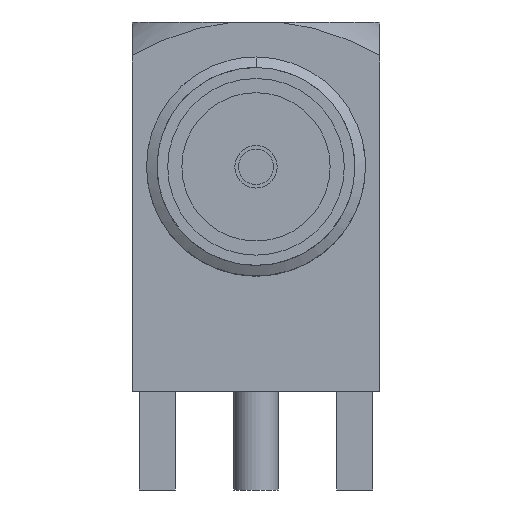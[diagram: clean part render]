
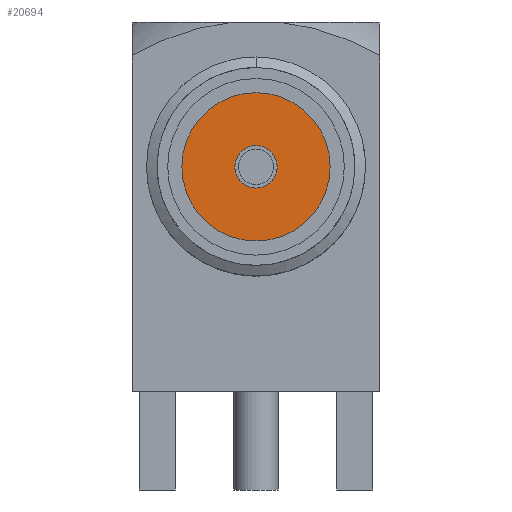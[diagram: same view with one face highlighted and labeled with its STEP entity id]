
A CAD part, front view. The second image highlights one B-rep face of the part: STEP entity #20694.
In plain terms, the highlighted planar face has unit normal (0, -1, 0).
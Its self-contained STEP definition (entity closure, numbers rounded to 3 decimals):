
#20583 = VERTEX_POINT('',#20584);
#20584 = CARTESIAN_POINT('',(2.1,-14.2,6.35));
#20591 = CYLINDRICAL_SURFACE('',#20592,2.1);
#20592 = AXIS2_PLACEMENT_3D('',#20593,#20594,#20595);
#20593 = CARTESIAN_POINT('',(0.,-14.,6.35));
#20594 = DIRECTION('',(0.,1.,0.));
#20595 = DIRECTION('',(1.,0.,0.));
#20608 = EDGE_CURVE('',#20583,#20583,#20609,.T.);
#20609 = SURFACE_CURVE('',#20610,(#20615,#20621),.PCURVE_S1.);
#20610 = CIRCLE('',#20611,2.1);
#20611 = AXIS2_PLACEMENT_3D('',#20612,#20613,#20614);
#20612 = CARTESIAN_POINT('',(0.,-14.2,6.35));
#20613 = DIRECTION('',(0.,-1.,0.));
#20614 = DIRECTION('',(1.,0.,0.));
#20615 = PCURVE('',#20591,#20616);
#20616 = DEFINITIONAL_REPRESENTATION('',(#20617),#20620);
#20617 = B_SPLINE_CURVE_WITH_KNOTS('',1,(#20618,#20619),.UNSPECIFIED.,
  .F.,.F.,(2,2),(0.,6.283),.PIECEWISE_BEZIER_KNOTS.);
#20618 = CARTESIAN_POINT('',(0.,-0.2));
#20619 = CARTESIAN_POINT('',(-6.283,-0.2));
#20620 = ( GEOMETRIC_REPRESENTATION_CONTEXT(2) 
PARAMETRIC_REPRESENTATION_CONTEXT() REPRESENTATION_CONTEXT('2D SPACE',''
  ) );
#20621 = PCURVE('',#20622,#20627);
#20622 = PLANE('',#20623);
#20623 = AXIS2_PLACEMENT_3D('',#20624,#20625,#20626);
#20624 = CARTESIAN_POINT('',(0.,-14.2,6.35));
#20625 = DIRECTION('',(0.,-1.,0.));
#20626 = DIRECTION('',(0.,0.,-1.));
#20627 = DEFINITIONAL_REPRESENTATION('',(#20628),#20632);
#20628 = CIRCLE('',#20629,2.1);
#20629 = AXIS2_PLACEMENT_2D('',#20630,#20631);
#20630 = CARTESIAN_POINT('',(0.,0.));
#20631 = DIRECTION('',(0.,1.));
#20632 = ( GEOMETRIC_REPRESENTATION_CONTEXT(2) 
PARAMETRIC_REPRESENTATION_CONTEXT() REPRESENTATION_CONTEXT('2D SPACE',''
  ) );
#20684 = CYLINDRICAL_SURFACE('',#20685,0.55);
#20685 = AXIS2_PLACEMENT_3D('',#20686,#20687,#20688);
#20686 = CARTESIAN_POINT('',(0.,-14.2,6.35));
#20687 = DIRECTION('',(0.,-1.,0.));
#20688 = DIRECTION('',(1.,0.,0.));
#20694 = ADVANCED_FACE('',(#20695,#20698),#20622,.T.);
#20695 = FACE_BOUND('',#20696,.T.);
#20696 = EDGE_LOOP('',(#20697));
#20697 = ORIENTED_EDGE('',*,*,#20608,.T.);
#20698 = FACE_BOUND('',#20699,.T.);
#20699 = EDGE_LOOP('',(#20700));
#20700 = ORIENTED_EDGE('',*,*,#20701,.F.);
#20701 = EDGE_CURVE('',#20702,#20702,#20704,.T.);
#20702 = VERTEX_POINT('',#20703);
#20703 = CARTESIAN_POINT('',(0.55,-14.2,6.35));
#20704 = SURFACE_CURVE('',#20705,(#20710,#20717),.PCURVE_S1.);
#20705 = CIRCLE('',#20706,0.55);
#20706 = AXIS2_PLACEMENT_3D('',#20707,#20708,#20709);
#20707 = CARTESIAN_POINT('',(0.,-14.2,6.35));
#20708 = DIRECTION('',(0.,-1.,0.));
#20709 = DIRECTION('',(1.,0.,0.));
#20710 = PCURVE('',#20622,#20711);
#20711 = DEFINITIONAL_REPRESENTATION('',(#20712),#20716);
#20712 = CIRCLE('',#20713,0.55);
#20713 = AXIS2_PLACEMENT_2D('',#20714,#20715);
#20714 = CARTESIAN_POINT('',(0.,0.));
#20715 = DIRECTION('',(0.,1.));
#20716 = ( GEOMETRIC_REPRESENTATION_CONTEXT(2) 
PARAMETRIC_REPRESENTATION_CONTEXT() REPRESENTATION_CONTEXT('2D SPACE',''
  ) );
#20717 = PCURVE('',#20684,#20718);
#20718 = DEFINITIONAL_REPRESENTATION('',(#20719),#20722);
#20719 = B_SPLINE_CURVE_WITH_KNOTS('',1,(#20720,#20721),.UNSPECIFIED.,
  .F.,.F.,(2,2),(0.,6.283),.PIECEWISE_BEZIER_KNOTS.);
#20720 = CARTESIAN_POINT('',(0.,0.));
#20721 = CARTESIAN_POINT('',(6.283,0.));
#20722 = ( GEOMETRIC_REPRESENTATION_CONTEXT(2) 
PARAMETRIC_REPRESENTATION_CONTEXT() REPRESENTATION_CONTEXT('2D SPACE',''
  ) );
